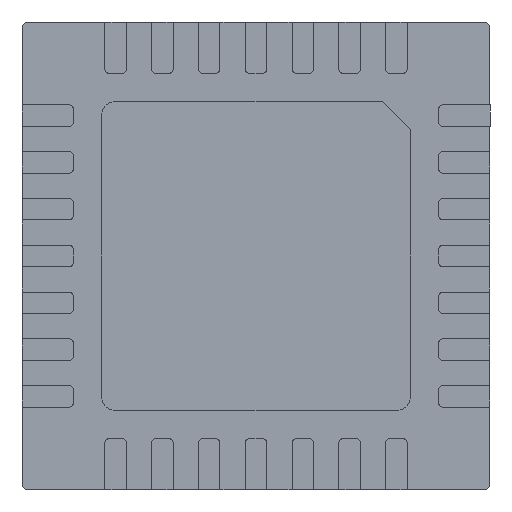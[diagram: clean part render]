
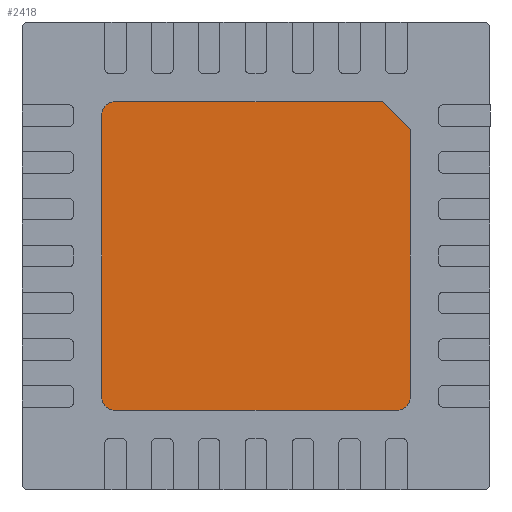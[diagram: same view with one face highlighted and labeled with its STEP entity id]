
A CAD part, front view. The second image highlights one B-rep face of the part: STEP entity #2418.
In plain terms, the highlighted planar face has unit normal (0, -1, 0).
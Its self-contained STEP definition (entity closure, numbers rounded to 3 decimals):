
#27 = VERTEX_POINT ( 'NONE', #1011 ) ;
#52 = DIRECTION ( 'NONE',  ( 0., 0., -1. ) ) ;
#218 = EDGE_CURVE ( 'NONE', #5035, #27, #2786, .T. ) ;
#281 = EDGE_CURVE ( 'NONE', #8299, #1722, #2773, .T. ) ;
#319 = EDGE_CURVE ( 'NONE', #3498, #1269, #5476, .T. ) ;
#350 = ORIENTED_EDGE ( 'NONE', *, *, #434, .F. ) ;
#434 = EDGE_CURVE ( 'NONE', #5035, #1269, #3890, .T. ) ;
#490 = CARTESIAN_POINT ( 'NONE',  ( 1.65, 0., -1.5 ) ) ;
#669 = AXIS2_PLACEMENT_3D ( 'NONE', #796, #7121, #8021 ) ;
#704 = CARTESIAN_POINT ( 'NONE',  ( -1.65, 0., 1.5 ) ) ;
#796 = CARTESIAN_POINT ( 'NONE',  ( 1.5, 0., -1.5 ) ) ;
#824 = EDGE_CURVE ( 'NONE', #8299, #27, #10958, .T. ) ;
#1011 = CARTESIAN_POINT ( 'NONE',  ( 1.5, 0., -1.65 ) ) ;
#1269 = VERTEX_POINT ( 'NONE', #2538 ) ;
#1339 = ORIENTED_EDGE ( 'NONE', *, *, #2713, .T. ) ;
#1389 = CARTESIAN_POINT ( 'NONE',  ( 1.35, 0., 1.65 ) ) ;
#1411 = LINE ( 'NONE', #7835, #2694 ) ;
#1436 = CARTESIAN_POINT ( 'NONE',  ( -1.5, 0., 1.65 ) ) ;
#1482 = AXIS2_PLACEMENT_3D ( 'NONE', #2839, #8172, #52 ) ;
#1606 = CARTESIAN_POINT ( 'NONE',  ( -1.5, 0., 1.5 ) ) ;
#1700 = ORIENTED_EDGE ( 'NONE', *, *, #824, .F. ) ;
#1722 = VERTEX_POINT ( 'NONE', #8036 ) ;
#1913 = DIRECTION ( 'NONE',  ( 0., 0., -1. ) ) ;
#2230 = LINE ( 'NONE', #1389, #7696 ) ;
#2273 = CARTESIAN_POINT ( 'NONE',  ( -1.5, 0., -1.65 ) ) ;
#2418 = ADVANCED_FACE ( 'NONE', ( #11740 ), #6229, .T. ) ;
#2538 = CARTESIAN_POINT ( 'NONE',  ( -1.65, 0., -1.5 ) ) ;
#2694 = VECTOR ( 'NONE', #3378, 1000. ) ;
#2713 = EDGE_CURVE ( 'NONE', #1722, #6994, #2230, .T. ) ;
#2773 = LINE ( 'NONE', #490, #6154 ) ;
#2786 = LINE ( 'NONE', #6936, #9680 ) ;
#2839 = CARTESIAN_POINT ( 'NONE',  ( 1.5, 0., -1.5 ) ) ;
#2906 = AXIS2_PLACEMENT_3D ( 'NONE', #1606, #5187, #3444 ) ;
#3378 = DIRECTION ( 'NONE',  ( -1., 0., 0. ) ) ;
#3406 = CARTESIAN_POINT ( 'NONE',  ( 1.65, 0., -1.5 ) ) ;
#3444 = DIRECTION ( 'NONE',  ( 0., 0., -1. ) ) ;
#3480 = VECTOR ( 'NONE', #4392, 1000. ) ;
#3498 = VERTEX_POINT ( 'NONE', #704 ) ;
#3517 = EDGE_LOOP ( 'NONE', ( #8405, #1339, #5219, #6207, #5109, #350, #10004, #1700 ) ) ;
#3568 = CIRCLE ( 'NONE', #2906, 0.15 ) ;
#3890 = CIRCLE ( 'NONE', #4677, 0.15 ) ;
#4088 = CARTESIAN_POINT ( 'NONE',  ( 1.35, 0., 1.65 ) ) ;
#4152 = DIRECTION ( 'NONE',  ( 1., 0., 0. ) ) ;
#4392 = DIRECTION ( 'NONE',  ( 0., 0., -1. ) ) ;
#4677 = AXIS2_PLACEMENT_3D ( 'NONE', #8068, #9015, #1913 ) ;
#5035 = VERTEX_POINT ( 'NONE', #2273 ) ;
#5109 = ORIENTED_EDGE ( 'NONE', *, *, #319, .T. ) ;
#5115 = CARTESIAN_POINT ( 'NONE',  ( -1.65, 0., -1.5 ) ) ;
#5187 = DIRECTION ( 'NONE',  ( 0., 1., 0. ) ) ;
#5219 = ORIENTED_EDGE ( 'NONE', *, *, #7096, .T. ) ;
#5476 = LINE ( 'NONE', #5115, #3480 ) ;
#5985 = DIRECTION ( 'NONE',  ( -0.707, 0., 0.707 ) ) ;
#6154 = VECTOR ( 'NONE', #10513, 1000. ) ;
#6207 = ORIENTED_EDGE ( 'NONE', *, *, #6756, .F. ) ;
#6229 = PLANE ( 'NONE',  #669 ) ;
#6756 = EDGE_CURVE ( 'NONE', #3498, #10477, #3568, .T. ) ;
#6936 = CARTESIAN_POINT ( 'NONE',  ( -1.5, 0., -1.65 ) ) ;
#6994 = VERTEX_POINT ( 'NONE', #4088 ) ;
#7096 = EDGE_CURVE ( 'NONE', #6994, #10477, #1411, .T. ) ;
#7121 = DIRECTION ( 'NONE',  ( 0., -1., 0. ) ) ;
#7696 = VECTOR ( 'NONE', #5985, 1000. ) ;
#7835 = CARTESIAN_POINT ( 'NONE',  ( -1.5, 0., 1.65 ) ) ;
#8021 = DIRECTION ( 'NONE',  ( 0., 0., -1. ) ) ;
#8036 = CARTESIAN_POINT ( 'NONE',  ( 1.65, 0., 1.35 ) ) ;
#8068 = CARTESIAN_POINT ( 'NONE',  ( -1.5, 0., -1.5 ) ) ;
#8172 = DIRECTION ( 'NONE',  ( 0., 1., 0. ) ) ;
#8299 = VERTEX_POINT ( 'NONE', #3406 ) ;
#8405 = ORIENTED_EDGE ( 'NONE', *, *, #281, .T. ) ;
#9015 = DIRECTION ( 'NONE',  ( 0., 1., 0. ) ) ;
#9680 = VECTOR ( 'NONE', #4152, 1000. ) ;
#10004 = ORIENTED_EDGE ( 'NONE', *, *, #218, .T. ) ;
#10477 = VERTEX_POINT ( 'NONE', #1436 ) ;
#10513 = DIRECTION ( 'NONE',  ( 0., 0., 1. ) ) ;
#10958 = CIRCLE ( 'NONE', #1482, 0.15 ) ;
#11740 = FACE_OUTER_BOUND ( 'NONE', #3517, .T. ) ;
